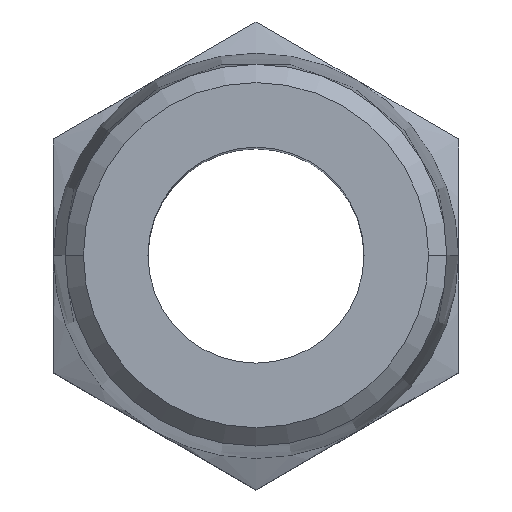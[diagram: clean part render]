
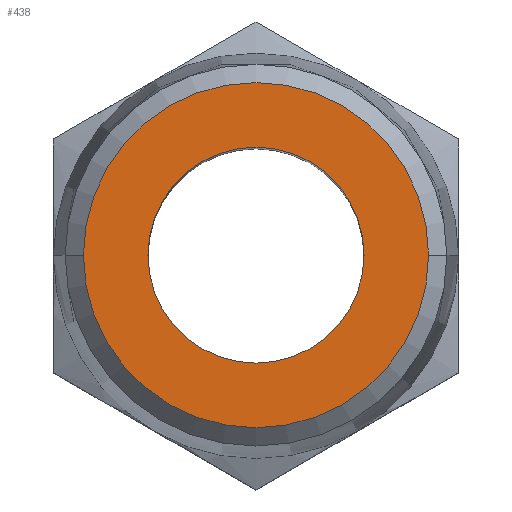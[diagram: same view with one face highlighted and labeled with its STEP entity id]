
A CAD part, top view. The second image highlights one B-rep face of the part: STEP entity #438.
In plain terms, the highlighted planar face has unit normal (0, 0, 1).
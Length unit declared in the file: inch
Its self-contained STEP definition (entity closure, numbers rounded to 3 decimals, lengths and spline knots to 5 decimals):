
#37 = CARTESIAN_POINT ( 'NONE',  ( -0.15748, 0., 0.70866 ) ) ;
#73 = ORIENTED_EDGE ( 'NONE', *, *, #765, .F. ) ;
#84 = VERTEX_POINT ( 'NONE', #727 ) ;
#94 = CARTESIAN_POINT ( 'NONE',  ( 0., 0., 0.70866 ) ) ;
#109 = CARTESIAN_POINT ( 'NONE',  ( -0.25159, 0., 0.70866 ) ) ;
#119 = AXIS2_PLACEMENT_3D ( 'NONE', #999, #245, #897 ) ;
#152 = AXIS2_PLACEMENT_3D ( 'NONE', #701, #306, #1028 ) ;
#163 = CIRCLE ( 'NONE', #691, 0.25159 ) ;
#182 = PLANE ( 'NONE',  #119 ) ;
#187 = ORIENTED_EDGE ( 'NONE', *, *, #967, .T. ) ;
#193 = VERTEX_POINT ( 'NONE', #37 ) ;
#240 = VERTEX_POINT ( 'NONE', #109 ) ;
#245 = DIRECTION ( 'NONE',  ( 0., 0., 1. ) ) ;
#276 = ORIENTED_EDGE ( 'NONE', *, *, #890, .F. ) ;
#306 = DIRECTION ( 'NONE',  ( 0., 0., 1. ) ) ;
#334 = DIRECTION ( 'NONE',  ( 1., 0., 0. ) ) ;
#359 = ORIENTED_EDGE ( 'NONE', *, *, #392, .T. ) ;
#377 = CIRCLE ( 'NONE', #152, 0.15748 ) ;
#392 = EDGE_CURVE ( 'NONE', #240, #628, #825, .T. ) ;
#426 = CARTESIAN_POINT ( 'NONE',  ( 0., 0., 0.70866 ) ) ;
#438 = ADVANCED_FACE ( 'NONE', ( #584, #906 ), #182, .T. ) ;
#443 = DIRECTION ( 'NONE',  ( 0., 0., 1. ) ) ;
#568 = DIRECTION ( 'NONE',  ( 0., 0., 1. ) ) ;
#578 = DIRECTION ( 'NONE',  ( 1., 0., 0. ) ) ;
#584 = FACE_OUTER_BOUND ( 'NONE', #804, .T. ) ;
#628 = VERTEX_POINT ( 'NONE', #936 ) ;
#673 = DIRECTION ( 'NONE',  ( 0., 0., 1. ) ) ;
#688 = AXIS2_PLACEMENT_3D ( 'NONE', #94, #568, #334 ) ;
#691 = AXIS2_PLACEMENT_3D ( 'NONE', #926, #443, #756 ) ;
#701 = CARTESIAN_POINT ( 'NONE',  ( 0., 0., 0.70866 ) ) ;
#727 = CARTESIAN_POINT ( 'NONE',  ( 0.15748, 0., 0.70866 ) ) ;
#756 = DIRECTION ( 'NONE',  ( 1., 0., 0. ) ) ;
#765 = EDGE_CURVE ( 'NONE', #84, #193, #377, .T. ) ;
#804 = EDGE_LOOP ( 'NONE', ( #359, #187 ) ) ;
#825 = CIRCLE ( 'NONE', #978, 0.25159 ) ;
#857 = CIRCLE ( 'NONE', #688, 0.15748 ) ;
#890 = EDGE_CURVE ( 'NONE', #193, #84, #857, .T. ) ;
#897 = DIRECTION ( 'NONE',  ( 1., 0., 0. ) ) ;
#906 = FACE_BOUND ( 'NONE', #960, .T. ) ;
#926 = CARTESIAN_POINT ( 'NONE',  ( 0., 0., 0.70866 ) ) ;
#936 = CARTESIAN_POINT ( 'NONE',  ( 0.25159, 0., 0.70866 ) ) ;
#960 = EDGE_LOOP ( 'NONE', ( #276, #73 ) ) ;
#967 = EDGE_CURVE ( 'NONE', #628, #240, #163, .T. ) ;
#978 = AXIS2_PLACEMENT_3D ( 'NONE', #426, #673, #578 ) ;
#999 = CARTESIAN_POINT ( 'NONE',  ( 0., 0., 0.70866 ) ) ;
#1028 = DIRECTION ( 'NONE',  ( 1., 0., 0. ) ) ;
